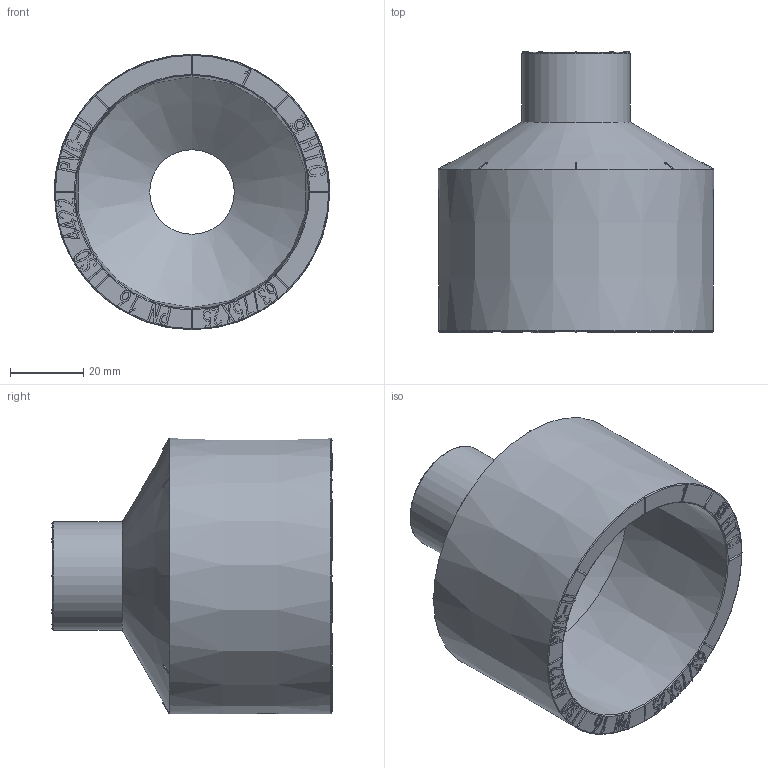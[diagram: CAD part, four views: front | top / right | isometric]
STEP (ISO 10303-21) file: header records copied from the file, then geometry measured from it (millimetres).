
FILE_DESCRIPTION(/* description */ (''),/* implementation_level */ '2;1');
FILE_NAME(/* name */ 'Z1Q063025.stp',/* time_stamp */ '2024-10-24T10:49:25+08:00',/* author */ (''),/* organization */ (''),/* preprocessor_version */ 'ST-DEVELOPER v16',/* originating_system */ 'SIEMENS PLM Software NX 10.0',/* authorisation */ '');
FILE_SCHEMA (('AUTOMOTIVE_DESIGN { 1 0 10303 214 3 1 1 1 }'));
Length unit declared in the file: millimetre
Products named in the file (1): gelv1274A791u31j
Bounding box: 75.1 x 76.5 x 75.1 mm (x, y, z)
Volume: 84989.4 mm3; surface area: 30719 mm2
Topology: 1 solids, 1 shells, 1285 faces, 3691 edges, 2402 vertices
Faces by surface type: plane 1148, sphere 64, cylinder 56, extrusion 8, cone 5, torus 4
Full cylindrical faces by diameter (mm): 2 x1, 3 x1, 23 x1, 29.5 x1
Entity records: 46643 total; most frequent: CARTESIAN_POINT 17525, ORIENTED_EDGE 7274, DIRECTION 4221, EDGE_CURVE 3637, VERTEX_POINT 2394, B_SPLINE_CURVE_WITH_KNOTS 2244, AXIS2_PLACEMENT_3D 1534, EDGE_LOOP 1327
